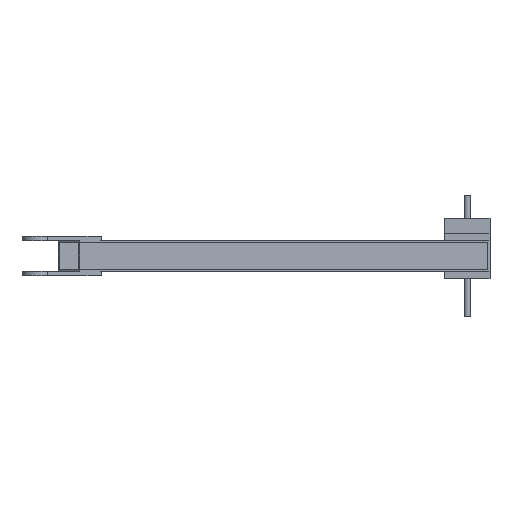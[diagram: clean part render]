
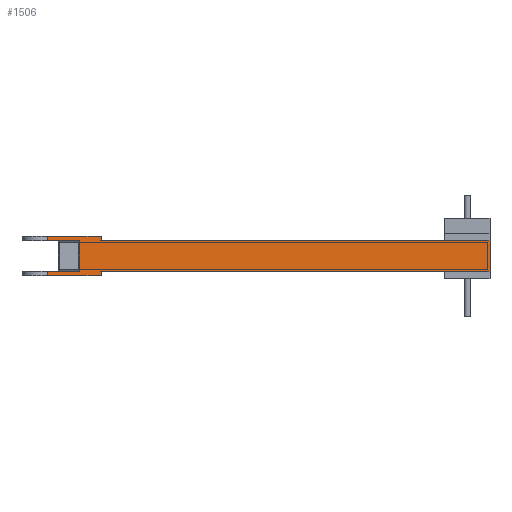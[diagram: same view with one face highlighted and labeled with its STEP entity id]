
A CAD part, left-side view. The second image highlights one B-rep face of the part: STEP entity #1506.
In plain terms, the highlighted planar face has unit normal (-0.707, -0.707, 0).
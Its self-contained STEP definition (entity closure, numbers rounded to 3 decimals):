
#78=PLANE('',#1631);
#158=FACE_OUTER_BOUND('',#250,.T.);
#250=EDGE_LOOP('',(#1272,#1273,#1274,#1275,#1276,#1277,#1278,#1279,#1280,
#1281,#1282,#1283));
#320=LINE('',#2144,#507);
#321=LINE('',#2152,#508);
#324=LINE('',#2162,#511);
#335=LINE('',#2184,#522);
#338=LINE('',#2194,#525);
#350=LINE('',#2219,#537);
#352=LINE('',#2222,#539);
#353=LINE('',#2225,#540);
#355=LINE('',#2229,#542);
#367=LINE('',#2251,#554);
#416=LINE('',#2356,#603);
#417=LINE('',#2357,#604);
#507=VECTOR('',#1744,10.);
#508=VECTOR('',#1751,10.);
#511=VECTOR('',#1760,10.);
#522=VECTOR('',#1777,10.);
#525=VECTOR('',#1790,10.);
#537=VECTOR('',#1808,10.);
#539=VECTOR('',#1812,10.);
#540=VECTOR('',#1815,10.);
#542=VECTOR('',#1819,10.);
#554=VECTOR('',#1833,10.);
#603=VECTOR('',#1932,10.);
#604=VECTOR('',#1933,10.);
#717=VERTEX_POINT('',#2138);
#719=VERTEX_POINT('',#2142);
#721=VERTEX_POINT('',#2148);
#723=VERTEX_POINT('',#2151);
#727=VERTEX_POINT('',#2160);
#735=VERTEX_POINT('',#2182);
#746=VERTEX_POINT('',#2216);
#747=VERTEX_POINT('',#2218);
#748=VERTEX_POINT('',#2224);
#749=VERTEX_POINT('',#2228);
#758=VERTEX_POINT('',#2249);
#789=VERTEX_POINT('',#2355);
#866=EDGE_CURVE('',#717,#719,#320,.T.);
#869=EDGE_CURVE('',#723,#721,#321,.T.);
#874=EDGE_CURVE('',#727,#721,#324,.T.);
#886=EDGE_CURVE('',#717,#735,#335,.T.);
#891=EDGE_CURVE('',#719,#723,#338,.T.);
#903=EDGE_CURVE('',#747,#746,#350,.T.);
#905=EDGE_CURVE('',#727,#747,#352,.T.);
#906=EDGE_CURVE('',#748,#735,#353,.T.);
#908=EDGE_CURVE('',#749,#748,#355,.T.);
#920=EDGE_CURVE('',#758,#746,#367,.T.);
#971=EDGE_CURVE('',#789,#758,#416,.T.);
#972=EDGE_CURVE('',#749,#789,#417,.T.);
#1272=ORIENTED_EDGE('',*,*,#886,.F.);
#1273=ORIENTED_EDGE('',*,*,#866,.T.);
#1274=ORIENTED_EDGE('',*,*,#891,.T.);
#1275=ORIENTED_EDGE('',*,*,#869,.T.);
#1276=ORIENTED_EDGE('',*,*,#874,.F.);
#1277=ORIENTED_EDGE('',*,*,#905,.T.);
#1278=ORIENTED_EDGE('',*,*,#903,.T.);
#1279=ORIENTED_EDGE('',*,*,#920,.F.);
#1280=ORIENTED_EDGE('',*,*,#971,.F.);
#1281=ORIENTED_EDGE('',*,*,#972,.F.);
#1282=ORIENTED_EDGE('',*,*,#908,.T.);
#1283=ORIENTED_EDGE('',*,*,#906,.T.);
#1506=ADVANCED_FACE('',(#158),#78,.T.);
#1631=AXIS2_PLACEMENT_3D('',#2354,#1930,#1931);
#1744=DIRECTION('',(0.707,-0.707,0.));
#1751=DIRECTION('',(-0.707,0.707,0.));
#1760=DIRECTION('',(0.,0.,1.));
#1777=DIRECTION('',(0.,0.,1.));
#1790=DIRECTION('',(0.,0.,-1.));
#1808=DIRECTION('',(0.,0.,1.));
#1812=DIRECTION('',(0.707,-0.707,0.));
#1815=DIRECTION('',(-0.707,0.707,0.));
#1819=DIRECTION('',(0.,0.,1.));
#1833=DIRECTION('',(-0.707,0.707,0.));
#1930=DIRECTION('center_axis',(-0.707,-0.707,0.));
#1931=DIRECTION('ref_axis',(0.707,-0.707,0.));
#1932=DIRECTION('',(0.,0.,-1.));
#1933=DIRECTION('',(0.707,-0.707,0.));
#2138=CARTESIAN_POINT('',(-1464.645,1464.645,50.));
#2142=CARTESIAN_POINT('',(-1358.579,1358.579,50.));
#2144=CARTESIAN_POINT('',(-1429.289,1429.289,50.));
#2148=CARTESIAN_POINT('',(-1464.645,1464.645,-50.));
#2151=CARTESIAN_POINT('',(-1358.579,1358.579,-50.));
#2152=CARTESIAN_POINT('',(-1500.,1500.,-50.));
#2160=CARTESIAN_POINT('',(-1464.645,1464.645,-65.));
#2162=CARTESIAN_POINT('',(-1464.645,1464.645,0.));
#2182=CARTESIAN_POINT('',(-1464.645,1464.645,65.));
#2184=CARTESIAN_POINT('',(-1464.645,1464.645,0.));
#2194=CARTESIAN_POINT('',(-1358.579,1358.579,-25.));
#2216=CARTESIAN_POINT('',(-1287.868,1287.868,-50.));
#2218=CARTESIAN_POINT('',(-1287.868,1287.868,-65.));
#2219=CARTESIAN_POINT('',(-1287.868,1287.868,-50.));
#2222=CARTESIAN_POINT('',(-1287.868,1287.868,-65.));
#2224=CARTESIAN_POINT('',(-1287.868,1287.868,65.));
#2225=CARTESIAN_POINT('',(-1500.,1500.,65.));
#2228=CARTESIAN_POINT('',(-1287.868,1287.868,50.));
#2229=CARTESIAN_POINT('',(-1287.868,1287.868,65.));
#2249=CARTESIAN_POINT('',(0.,0.,-50.));
#2251=CARTESIAN_POINT('',(0.,0.,-50.));
#2354=CARTESIAN_POINT('Origin',(-1500.,1500.,0.));
#2355=CARTESIAN_POINT('',(0.,0.,50.));
#2356=CARTESIAN_POINT('',(0.,0.,0.));
#2357=CARTESIAN_POINT('',(0.,0.,50.));
